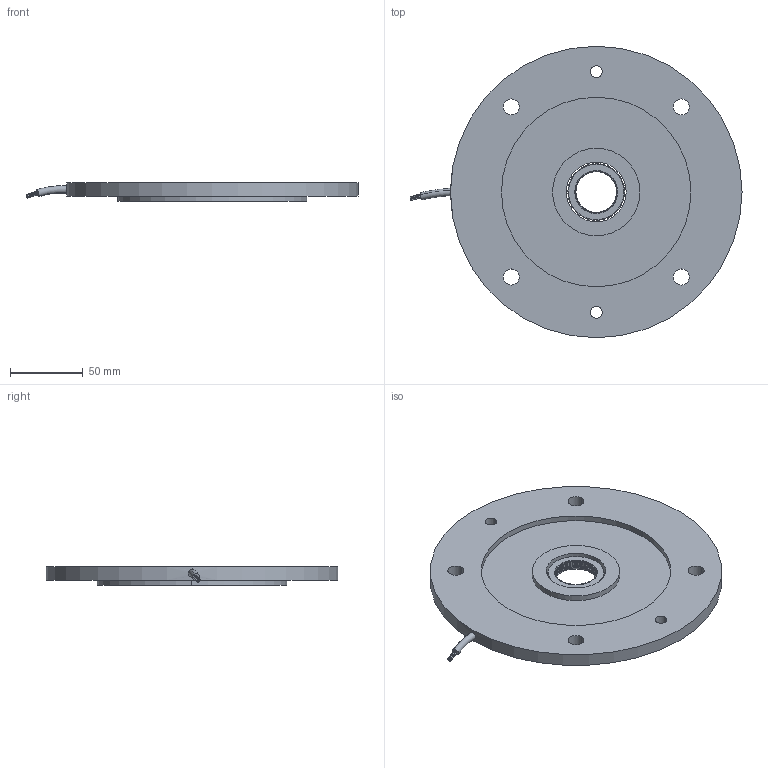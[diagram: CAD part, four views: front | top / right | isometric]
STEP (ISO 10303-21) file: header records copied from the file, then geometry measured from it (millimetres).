
FILE_DESCRIPTION (( 'STEP AP214' ), '1' );
FILE_NAME ('FNCMOB200.STEP', '2023-12-15T13:33:04', ( '' ), ( '' ), 'SwSTEP 2.0', 'SolidWorks 2023', '' );
FILE_SCHEMA (( 'AUTOMOTIVE_DESIGN' ));
Length unit declared in the file: millimetre
Products named in the file (1): FNCMOB200
Bounding box: 227.79 x 200 x 12.5 mm (x, y, z)
Volume: 230657.8 mm3; surface area: 77204.9 mm2
Topology: 3 solids, 3 shells, 393 faces, 977 edges, 651 vertices
Faces by surface type: plane 179, cylinder 106, cone 106, torus 2
Entity records: 12202 total; most frequent: CARTESIAN_POINT 2782, ORIENTED_EDGE 1954, DIRECTION 1925, EDGE_CURVE 977, AXIS2_PLACEMENT_3D 772, VERTEX_POINT 651, EDGE_LOOP 472, FACE_OUTER_BOUND 393
